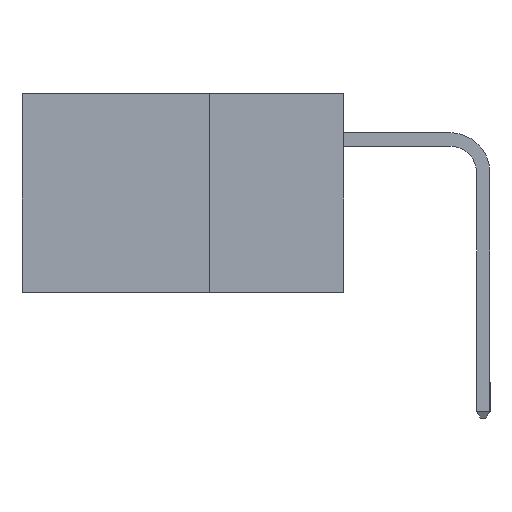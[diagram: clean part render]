
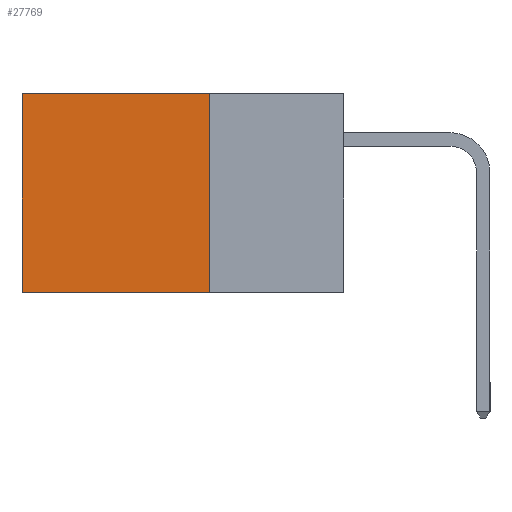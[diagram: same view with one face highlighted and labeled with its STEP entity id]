
A CAD part, left-side view. The second image highlights one B-rep face of the part: STEP entity #27769.
In plain terms, the highlighted planar face has unit normal (-1, 0, 0).
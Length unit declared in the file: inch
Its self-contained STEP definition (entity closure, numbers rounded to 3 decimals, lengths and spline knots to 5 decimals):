
#666 = DIRECTION ( 'NONE',  ( 0., 0., -1. ) ) ;
#685 = DIRECTION ( 'NONE',  ( 0., 1., 0. ) ) ;
#1518 = LINE ( 'NONE', #18774, #2218 ) ;
#2218 = VECTOR ( 'NONE', #666, 39.37008 ) ;
#5572 = VECTOR ( 'NONE', #11385, 39.37008 ) ;
#6682 = EDGE_CURVE ( 'NONE', #26022, #13437, #16315, .T. ) ;
#6960 = VERTEX_POINT ( 'NONE', #28656 ) ;
#8913 = CARTESIAN_POINT ( 'NONE',  ( 0.298, 0.25, -0.37 ) ) ;
#9401 = LINE ( 'NONE', #23130, #21341 ) ;
#9766 = DIRECTION ( 'NONE',  ( 0., 0., -1. ) ) ;
#10400 = CARTESIAN_POINT ( 'NONE',  ( 0.298, 0.6, -0.37 ) ) ;
#10830 = PLANE ( 'NONE',  #13609 ) ;
#10944 = LINE ( 'NONE', #16629, #27870 ) ;
#11105 = ORIENTED_EDGE ( 'NONE', *, *, #6682, .F. ) ;
#11385 = DIRECTION ( 'NONE',  ( 0., 1., 0. ) ) ;
#11529 = CARTESIAN_POINT ( 'NONE',  ( 0.298, 0.25, -0.37 ) ) ;
#13178 = CARTESIAN_POINT ( 'NONE',  ( 0.298, 0.25, 0. ) ) ;
#13437 = VERTEX_POINT ( 'NONE', #10400 ) ;
#13609 = AXIS2_PLACEMENT_3D ( 'NONE', #13178, #28497, #15495 ) ;
#15495 = DIRECTION ( 'NONE',  ( 0., 0., -1. ) ) ;
#16315 = LINE ( 'NONE', #11529, #5572 ) ;
#16629 = CARTESIAN_POINT ( 'NONE',  ( 0.298, 0.25, 0. ) ) ;
#18769 = VERTEX_POINT ( 'NONE', #19372 ) ;
#18774 = CARTESIAN_POINT ( 'NONE',  ( 0.298, 0.25, 0. ) ) ;
#19195 = EDGE_CURVE ( 'NONE', #6960, #26022, #1518, .T. ) ;
#19372 = CARTESIAN_POINT ( 'NONE',  ( 0.298, 0.6, 0. ) ) ;
#20576 = FACE_OUTER_BOUND ( 'NONE', #27200, .T. ) ;
#21341 = VECTOR ( 'NONE', #9766, 39.37008 ) ;
#21358 = EDGE_CURVE ( 'NONE', #6960, #18769, #10944, .T. ) ;
#22605 = EDGE_CURVE ( 'NONE', #18769, #13437, #9401, .T. ) ;
#23130 = CARTESIAN_POINT ( 'NONE',  ( 0.298, 0.6, 0. ) ) ;
#25427 = ORIENTED_EDGE ( 'NONE', *, *, #19195, .F. ) ;
#26022 = VERTEX_POINT ( 'NONE', #8913 ) ;
#26157 = ORIENTED_EDGE ( 'NONE', *, *, #22605, .T. ) ;
#26289 = ORIENTED_EDGE ( 'NONE', *, *, #21358, .T. ) ;
#27200 = EDGE_LOOP ( 'NONE', ( #26157, #11105, #25427, #26289 ) ) ;
#27769 = ADVANCED_FACE ( 'NONE', ( #20576 ), #10830, .F. ) ;
#27870 = VECTOR ( 'NONE', #685, 39.37008 ) ;
#28497 = DIRECTION ( 'NONE',  ( 1., 0., 0. ) ) ;
#28656 = CARTESIAN_POINT ( 'NONE',  ( 0.298, 0.25, 0. ) ) ;
